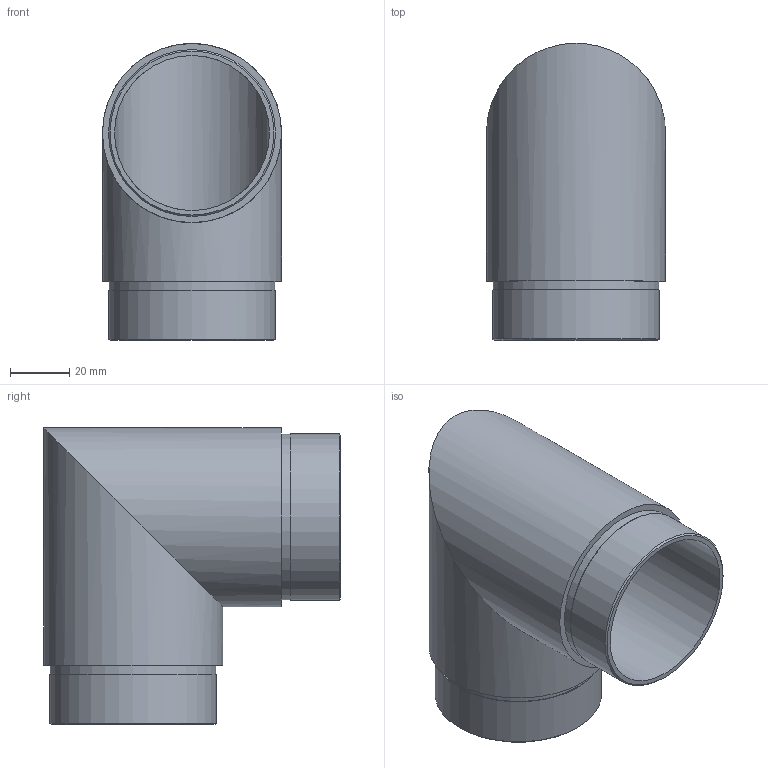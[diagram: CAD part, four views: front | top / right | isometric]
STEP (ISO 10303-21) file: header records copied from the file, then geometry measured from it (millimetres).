
FILE_DESCRIPTION (( 'STEP AP203' ), '1' );
FILE_NAME ('56173-320.step', '2020-02-24T13:03:27', ( '' ), ( '' ), 'SwSTEP 2.0', 'SolidWorks 2015', '' );
FILE_SCHEMA (( 'CONFIG_CONTROL_DESIGN' ));
Length unit declared in the file: millimetre
Products named in the file (2): 56173-320
Bounding box: 60.3 x 100 x 100 mm (x, y, z)
Volume: 84721.1 mm3; surface area: 50325 mm2
Topology: 1 solids, 1 shells, 237 faces, 628 edges, 419 vertices
Faces by surface type: bspline 108, plane 97, cylinder 30, cone 2
Full cylindrical faces by diameter (mm): 52.2 x2, 55.8 x2, 56.2 x2, 60.3 x2
Entity records: 11494 total; most frequent: CARTESIAN_POINT 6248, ORIENTED_EDGE 1226, DIRECTION 725, EDGE_CURVE 613, VERTEX_POINT 414, LINE 279, VECTOR 279, EDGE_LOOP 275
